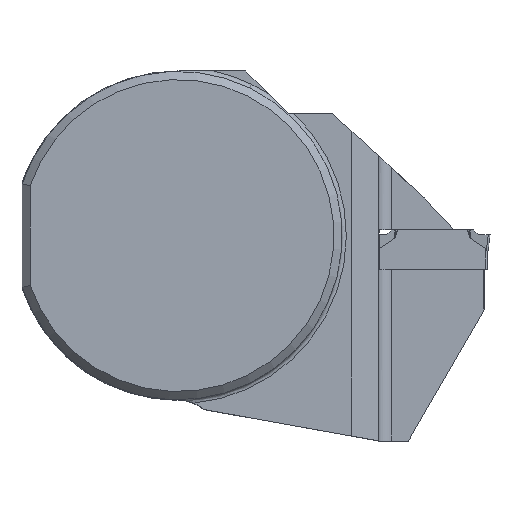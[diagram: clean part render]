
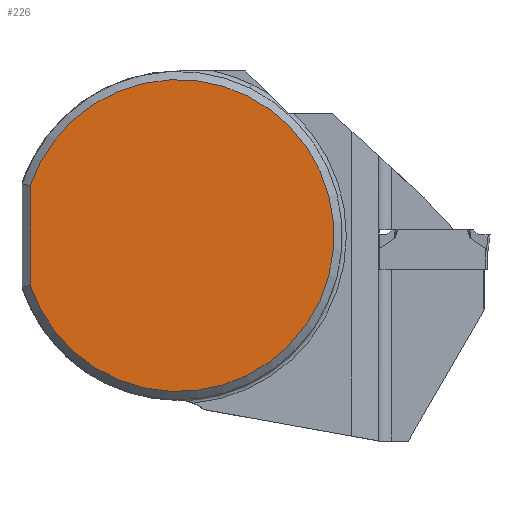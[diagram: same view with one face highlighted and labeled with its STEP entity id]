
A CAD part, top view. The second image highlights one B-rep face of the part: STEP entity #226.
In plain terms, the highlighted planar face has unit normal (0, 0, 1).
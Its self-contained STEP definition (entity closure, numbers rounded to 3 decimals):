
#175=PLANE('',#1634);
#226=ADVANCED_FACE('',(#314),#175,.F.);
#314=FACE_OUTER_BOUND('',#391,.T.);
#391=EDGE_LOOP('',(#784,#785));
#474=LINE('',#2098,#617);
#617=VECTOR('',#1749,1.);
#784=ORIENTED_EDGE('',*,*,#1347,.F.);
#785=ORIENTED_EDGE('',*,*,#1348,.T.);
#1208=VERTEX_POINT('',#2099);
#1209=VERTEX_POINT('',#2100);
#1347=EDGE_CURVE('',#1208,#1209,#474,.T.);
#1348=EDGE_CURVE('',#1208,#1209,#1551,.T.);
#1551=CIRCLE('',#1633,19.);
#1633=AXIS2_PLACEMENT_3D('',#2101,#1750,#1751);
#1634=AXIS2_PLACEMENT_3D('',#2102,#1752,#1753);
#1749=DIRECTION('',(0.,1.,0.));
#1750=DIRECTION('',(0.,0.,1.));
#1751=DIRECTION('',(1.,0.,0.));
#1752=DIRECTION('',(0.,0.,-1.));
#1753=DIRECTION('',(1.,0.,0.));
#2098=CARTESIAN_POINT('',(-18.,0.,0.325));
#2099=CARTESIAN_POINT('',(-18.,-6.083,0.325));
#2100=CARTESIAN_POINT('',(-18.,6.083,0.325));
#2101=CARTESIAN_POINT('',(0.,0.,0.325));
#2102=CARTESIAN_POINT('',(0.,0.,0.325));
